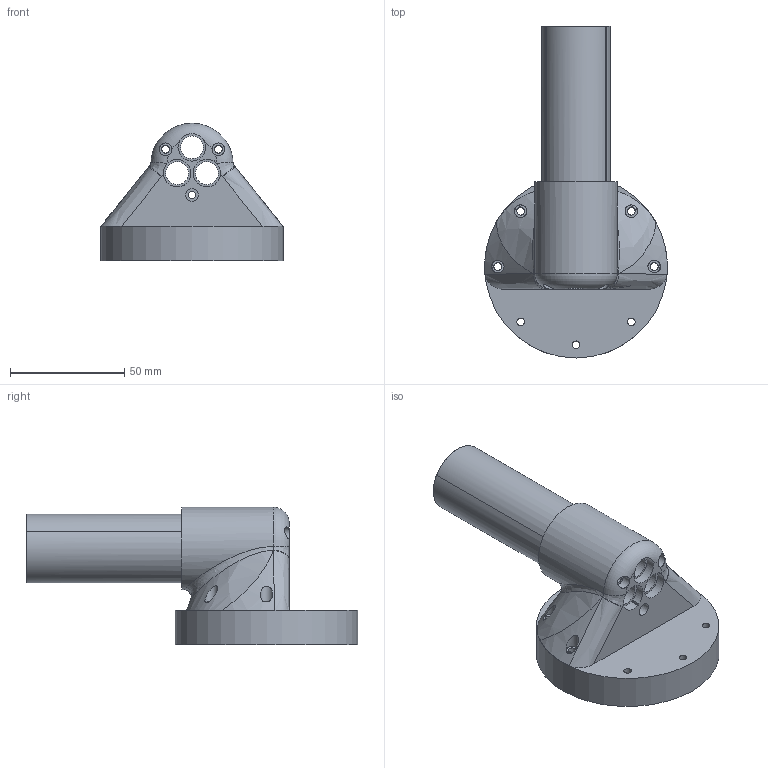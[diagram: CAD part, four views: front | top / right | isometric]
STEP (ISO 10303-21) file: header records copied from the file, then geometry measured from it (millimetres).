
FILE_DESCRIPTION(/* description */ (''),/* implementation_level */ '2;1');
FILE_NAME(/* name */ 'ramie2.step',/* time_stamp */ '2025-10-15T20:46:17+02:00',/* author */ (''),/* organization */ (''),/* preprocessor_version */ 'ST-DEVELOPER v20.1',/* originating_system */ 'Autodesk Translation Framework v14.17.0.0',/* authorisation */ '');
FILE_SCHEMA (('AUTOMOTIVE_DESIGN { 1 0 10303 214 3 1 1 }'));
Length unit declared in the file: millimetre
Products named in the file (2): ramie wyjsciowe; Komponent1
Assembly tree (1 placements, depth 2):
  ramie wyjsciowe
    Komponent1
Bounding box: 79.8 x 144.9 x 60 mm (x, y, z)
Volume: 140079.1 mm3; surface area: 50815.1 mm2
Topology: 2 solids, 2 shells, 129 faces, 330 edges, 209 vertices
Faces by surface type: cylinder 52, plane 51, bspline 25, torus 1
Full cylindrical faces by diameter (mm): 3.35 x14, 5.5 x3, 6 x4, 10 x3, 30 x1, 36 x1, 57 x1, 79.8 x1
Entity records: 5239 total; most frequent: CARTESIAN_POINT 2038, ORIENTED_EDGE 676, DIRECTION 620, EDGE_CURVE 338, AXIS2_PLACEMENT_3D 250, VERTEX_POINT 209, EDGE_LOOP 169, CIRCLE 141
